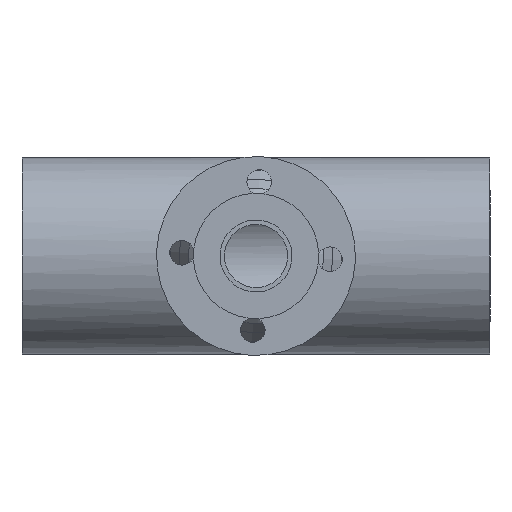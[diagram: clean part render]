
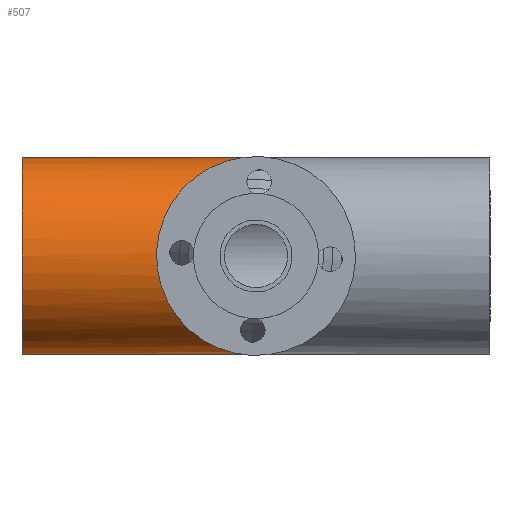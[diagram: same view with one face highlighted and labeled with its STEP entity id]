
A CAD part, front view. The second image highlights one B-rep face of the part: STEP entity #507.
In plain terms, the highlighted cylindrical face has radius 80.01 mm (diameter 160.02 mm), a partial arc.
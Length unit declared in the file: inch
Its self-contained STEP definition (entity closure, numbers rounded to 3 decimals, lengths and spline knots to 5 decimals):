
#2 = DIRECTION ( 'NONE',  ( 0., 0., 1. ) ) ;
#11 = CARTESIAN_POINT ( 'NONE',  ( 0., 14.02659, 0. ) ) ;
#27 = CARTESIAN_POINT ( 'NONE',  ( 0., 14.02659, -3.15 ) ) ;
#60 = DIRECTION ( 'NONE',  ( 1., 0., 0. ) ) ;
#128 = EDGE_CURVE ( 'NONE', #4276, #2933, #3153, .T. ) ;
#150 = CYLINDRICAL_SURFACE ( 'NONE', #2780, 3.15 ) ;
#190 = VECTOR ( 'NONE', #4378, 39.37008 ) ;
#273 = DIRECTION ( 'NONE',  ( 1., 0., 0. ) ) ;
#502 = VERTEX_POINT ( 'NONE', #27 ) ;
#507 = ADVANCED_FACE ( 'NONE', ( #1547 ), #150, .T. ) ;
#656 = ORIENTED_EDGE ( 'NONE', *, *, #128, .F. ) ;
#669 = CARTESIAN_POINT ( 'NONE',  ( 0., 14.02659, 3.15 ) ) ;
#818 = CARTESIAN_POINT ( 'NONE',  ( 0., 14.02659, -3.15 ) ) ;
#925 = AXIS2_PLACEMENT_3D ( 'NONE', #1550, #4222, #3541 ) ;
#1248 = ORIENTED_EDGE ( 'NONE', *, *, #1424, .T. ) ;
#1424 = EDGE_CURVE ( 'NONE', #502, #2297, #3690, .T. ) ;
#1547 = FACE_OUTER_BOUND ( 'NONE', #1910, .T. ) ;
#1550 = CARTESIAN_POINT ( 'NONE',  ( 0., 14.02659, 0. ) ) ;
#1910 = EDGE_LOOP ( 'NONE', ( #2484, #1248, #2601, #656 ) ) ;
#2202 = EDGE_CURVE ( 'NONE', #502, #4276, #3231, .T. ) ;
#2244 = CARTESIAN_POINT ( 'NONE',  ( 1.2, 7.72659, 3.15 ) ) ;
#2295 = CARTESIAN_POINT ( 'NONE',  ( 7.5, 14.02659, 3.15 ) ) ;
#2297 = VERTEX_POINT ( 'NONE', #3479 ) ;
#2484 = ORIENTED_EDGE ( 'NONE', *, *, #2202, .F. ) ;
#2545 = EDGE_CURVE ( 'NONE', #2297, #2933, #3425, .T. ) ;
#2601 = ORIENTED_EDGE ( 'NONE', *, *, #2545, .T. ) ;
#2780 = AXIS2_PLACEMENT_3D ( 'NONE', #11, #60, #2 ) ;
#2848 = CARTESIAN_POINT ( 'NONE',  ( 7.5, 14.02659, 3.15 ) ) ;
#2933 = VERTEX_POINT ( 'NONE', #2295 ) ;
#2990 = VECTOR ( 'NONE', #273, 39.37008 ) ;
#3108 = CARTESIAN_POINT ( 'NONE',  ( 1.2, 7.72659, -3.15 ) ) ;
#3153 = LINE ( 'NONE', #3489, #2990 ) ;
#3231 = CIRCLE ( 'NONE', #925, 3.15 ) ;
#3425 =( BOUNDED_CURVE ( )  B_SPLINE_CURVE ( 3, ( #4133, #3108, #2244, #2848 ),
 .UNSPECIFIED., .F., .T. ) 
 B_SPLINE_CURVE_WITH_KNOTS ( ( 4, 4 ),
 ( 1.5708, 4.71239 ),
 .UNSPECIFIED. ) 
 CURVE ( )  GEOMETRIC_REPRESENTATION_ITEM ( )  RATIONAL_B_SPLINE_CURVE ( ( 1., 0.333, 0.333, 1. ) ) 
 REPRESENTATION_ITEM ( '' )  );
#3479 = CARTESIAN_POINT ( 'NONE',  ( 7.5, 14.02659, -3.15 ) ) ;
#3489 = CARTESIAN_POINT ( 'NONE',  ( 0., 14.02659, 3.15 ) ) ;
#3541 = DIRECTION ( 'NONE',  ( 0., 0., -1. ) ) ;
#3690 = LINE ( 'NONE', #818, #190 ) ;
#4133 = CARTESIAN_POINT ( 'NONE',  ( 7.5, 14.02659, -3.15 ) ) ;
#4222 = DIRECTION ( 'NONE',  ( -1., 0., 0. ) ) ;
#4276 = VERTEX_POINT ( 'NONE', #669 ) ;
#4378 = DIRECTION ( 'NONE',  ( 1., 0., 0. ) ) ;
